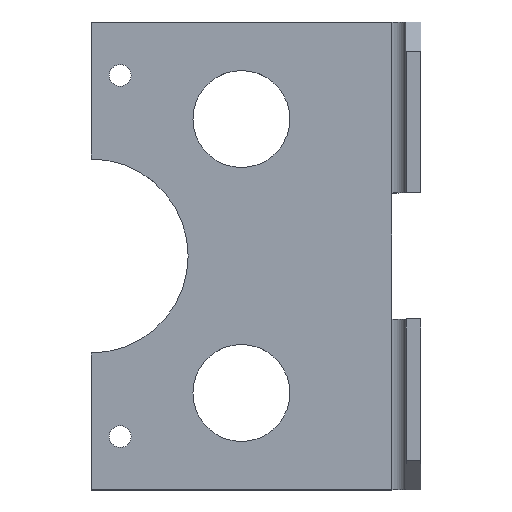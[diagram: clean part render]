
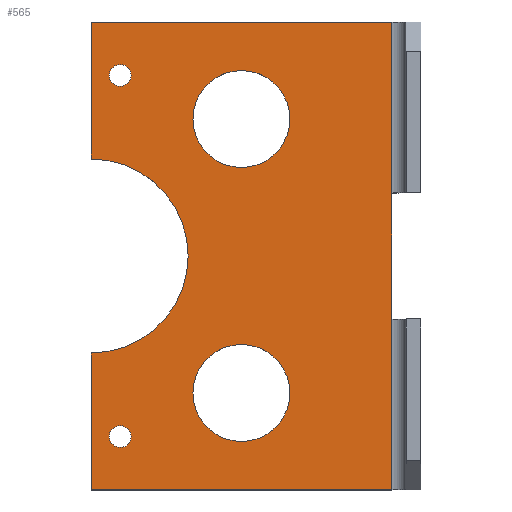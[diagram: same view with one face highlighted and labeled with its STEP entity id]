
A CAD part, top view. The second image highlights one B-rep face of the part: STEP entity #565.
In plain terms, the highlighted planar face has unit normal (0, 0, 1).
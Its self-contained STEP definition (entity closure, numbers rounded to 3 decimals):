
#15=FACE_BOUND('',#85,.T.);
#16=FACE_BOUND('',#86,.T.);
#17=FACE_BOUND('',#87,.T.);
#18=FACE_BOUND('',#88,.T.);
#28=PLANE('',#623);
#52=FACE_OUTER_BOUND('',#84,.T.);
#84=EDGE_LOOP('',(#406,#407,#408,#409,#410,#411,#412,#413));
#85=EDGE_LOOP('',(#414));
#86=EDGE_LOOP('',(#415));
#87=EDGE_LOOP('',(#416));
#88=EDGE_LOOP('',(#417));
#125=CIRCLE('',#615,20.);
#126=CIRCLE('',#617,10.);
#128=CIRCLE('',#620,10.);
#130=CIRCLE('',#624,2.25);
#131=CIRCLE('',#625,2.25);
#154=LINE('',#866,#210);
#155=LINE('',#869,#211);
#156=LINE('',#871,#212);
#157=LINE('',#873,#213);
#158=LINE('',#875,#214);
#159=LINE('',#877,#215);
#160=LINE('',#878,#216);
#210=VECTOR('',#697,10.);
#211=VECTOR('',#700,10.);
#212=VECTOR('',#701,10.);
#213=VECTOR('',#702,10.);
#214=VECTOR('',#703,10.);
#215=VECTOR('',#704,10.);
#216=VECTOR('',#705,10.);
#261=VERTEX_POINT('',#842);
#263=VERTEX_POINT('',#846);
#264=VERTEX_POINT('',#850);
#266=VERTEX_POINT('',#856);
#269=VERTEX_POINT('',#864);
#270=VERTEX_POINT('',#868);
#271=VERTEX_POINT('',#870);
#272=VERTEX_POINT('',#872);
#273=VERTEX_POINT('',#874);
#274=VERTEX_POINT('',#876);
#275=VERTEX_POINT('',#879);
#276=VERTEX_POINT('',#881);
#313=EDGE_CURVE('',#261,#263,#125,.T.);
#314=EDGE_CURVE('',#264,#264,#126,.T.);
#317=EDGE_CURVE('',#266,#266,#128,.T.);
#322=EDGE_CURVE('',#269,#263,#154,.T.);
#323=EDGE_CURVE('',#270,#269,#155,.T.);
#324=EDGE_CURVE('',#270,#271,#156,.T.);
#325=EDGE_CURVE('',#271,#272,#157,.T.);
#326=EDGE_CURVE('',#272,#273,#158,.T.);
#327=EDGE_CURVE('',#274,#273,#159,.T.);
#328=EDGE_CURVE('',#261,#274,#160,.T.);
#329=EDGE_CURVE('',#275,#275,#130,.T.);
#330=EDGE_CURVE('',#276,#276,#131,.T.);
#406=ORIENTED_EDGE('',*,*,#313,.T.);
#407=ORIENTED_EDGE('',*,*,#322,.F.);
#408=ORIENTED_EDGE('',*,*,#323,.F.);
#409=ORIENTED_EDGE('',*,*,#324,.T.);
#410=ORIENTED_EDGE('',*,*,#325,.T.);
#411=ORIENTED_EDGE('',*,*,#326,.T.);
#412=ORIENTED_EDGE('',*,*,#327,.F.);
#413=ORIENTED_EDGE('',*,*,#328,.F.);
#414=ORIENTED_EDGE('',*,*,#329,.T.);
#415=ORIENTED_EDGE('',*,*,#330,.T.);
#416=ORIENTED_EDGE('',*,*,#317,.T.);
#417=ORIENTED_EDGE('',*,*,#314,.T.);
#565=ADVANCED_FACE('',(#52,#15,#16,#17,#18),#28,.F.);
#615=AXIS2_PLACEMENT_3D('',#848,#677,#678);
#617=AXIS2_PLACEMENT_3D('',#851,#681,#682);
#620=AXIS2_PLACEMENT_3D('',#857,#688,#689);
#623=AXIS2_PLACEMENT_3D('',#867,#698,#699);
#624=AXIS2_PLACEMENT_3D('',#880,#706,#707);
#625=AXIS2_PLACEMENT_3D('',#882,#708,#709);
#677=DIRECTION('center_axis',(0.,0.,-1.));
#678=DIRECTION('ref_axis',(-1.,0.,0.));
#681=DIRECTION('center_axis',(0.,0.,-1.));
#682=DIRECTION('ref_axis',(-1.,0.,0.));
#688=DIRECTION('center_axis',(0.,0.,-1.));
#689=DIRECTION('ref_axis',(-1.,0.,0.));
#697=DIRECTION('',(0.,1.,0.));
#698=DIRECTION('center_axis',(0.,0.,-1.));
#699=DIRECTION('ref_axis',(-1.,0.,0.));
#700=DIRECTION('',(-1.,0.,0.));
#701=DIRECTION('',(0.,1.,0.));
#702=DIRECTION('',(0.,1.,0.));
#703=DIRECTION('',(0.,1.,0.));
#704=DIRECTION('',(1.,0.,0.));
#705=DIRECTION('',(0.,1.,0.));
#706=DIRECTION('center_axis',(0.,0.,-1.));
#707=DIRECTION('ref_axis',(-1.,0.,0.));
#708=DIRECTION('center_axis',(0.,0.,-1.));
#709=DIRECTION('ref_axis',(-1.,0.,0.));
#842=CARTESIAN_POINT('',(-68.,68.25,-12.));
#846=CARTESIAN_POINT('',(-68.,28.25,-12.));
#848=CARTESIAN_POINT('Origin',(-68.,48.25,-12.));
#850=CARTESIAN_POINT('',(-27.,76.5,-12.));
#851=CARTESIAN_POINT('Origin',(-37.,76.5,-12.));
#856=CARTESIAN_POINT('',(-27.,20.,-12.));
#857=CARTESIAN_POINT('Origin',(-37.,20.,-12.));
#864=CARTESIAN_POINT('',(-68.,0.,-12.));
#866=CARTESIAN_POINT('',(-68.,0.,-12.));
#867=CARTESIAN_POINT('Origin',(-29.107,48.25,-12.));
#868=CARTESIAN_POINT('',(-6.,0.,-12.));
#869=CARTESIAN_POINT('',(-6.,0.,-12.));
#870=CARTESIAN_POINT('',(-6.,35.25,-12.));
#871=CARTESIAN_POINT('',(-6.,48.25,-12.));
#872=CARTESIAN_POINT('',(-6.,61.25,-12.));
#873=CARTESIAN_POINT('',(-6.,48.25,-12.));
#874=CARTESIAN_POINT('',(-6.,96.5,-12.));
#875=CARTESIAN_POINT('',(-6.,48.25,-12.));
#876=CARTESIAN_POINT('',(-68.,96.5,-12.));
#877=CARTESIAN_POINT('',(9.786,96.5,-12.));
#878=CARTESIAN_POINT('',(-68.,0.,-12.));
#879=CARTESIAN_POINT('',(-59.75,11.,-12.));
#880=CARTESIAN_POINT('Origin',(-62.,11.,-12.));
#881=CARTESIAN_POINT('',(-59.75,85.5,-12.));
#882=CARTESIAN_POINT('Origin',(-62.,85.5,-12.));
